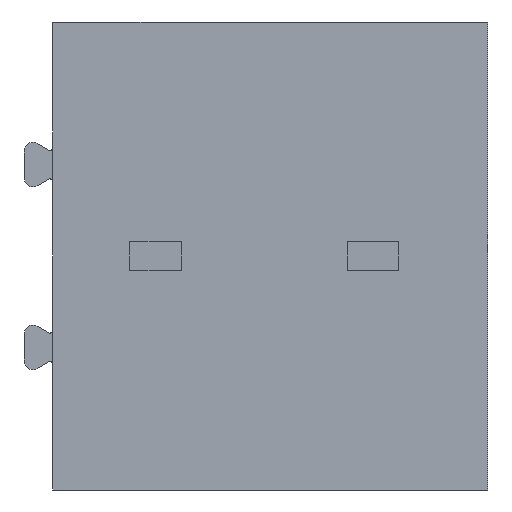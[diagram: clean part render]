
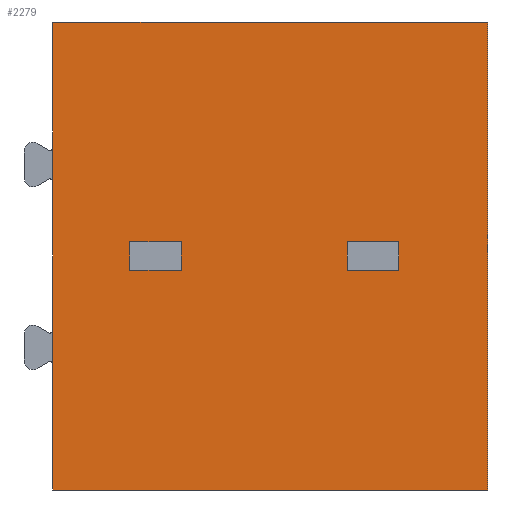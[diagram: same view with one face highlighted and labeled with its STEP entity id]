
A CAD part, front view. The second image highlights one B-rep face of the part: STEP entity #2279.
In plain terms, the highlighted planar face has unit normal (0, -1, 0).
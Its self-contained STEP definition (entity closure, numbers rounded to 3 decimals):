
#136=DIRECTION('',(0.,0.,-1.));
#137=VECTOR('',#136,8.2);
#138=CARTESIAN_POINT('',(3.81,-12.6,0.));
#139=LINE('',#138,#137);
#488=DIRECTION('',(0.,0.,-1.));
#489=VECTOR('',#488,8.2);
#490=CARTESIAN_POINT('',(-3.81,-12.6,0.));
#491=LINE('',#490,#489);
#552=DIRECTION('',(-1.,0.,0.));
#553=VECTOR('',#552,7.62);
#554=CARTESIAN_POINT('',(3.81,-12.6,0.));
#555=LINE('',#554,#553);
#556=DIRECTION('',(0.,0.,1.));
#557=VECTOR('',#556,0.5);
#558=CARTESIAN_POINT('',(-1.56,-12.6,-4.35));
#559=LINE('',#558,#557);
#560=DIRECTION('',(-1.,0.,0.));
#561=VECTOR('',#560,0.9);
#562=CARTESIAN_POINT('',(-1.56,-12.6,-3.85));
#563=LINE('',#562,#561);
#564=DIRECTION('',(0.,0.,-1.));
#565=VECTOR('',#564,0.5);
#566=CARTESIAN_POINT('',(-2.46,-12.6,-3.85));
#567=LINE('',#566,#565);
#568=DIRECTION('',(1.,0.,0.));
#569=VECTOR('',#568,0.9);
#570=CARTESIAN_POINT('',(-2.46,-12.6,-4.35));
#571=LINE('',#570,#569);
#572=DIRECTION('',(0.,0.,1.));
#573=VECTOR('',#572,0.5);
#574=CARTESIAN_POINT('',(2.25,-12.6,-4.35));
#575=LINE('',#574,#573);
#576=DIRECTION('',(-1.,0.,0.));
#577=VECTOR('',#576,0.9);
#578=CARTESIAN_POINT('',(2.25,-12.6,-3.85));
#579=LINE('',#578,#577);
#580=DIRECTION('',(0.,0.,-1.));
#581=VECTOR('',#580,0.5);
#582=CARTESIAN_POINT('',(1.35,-12.6,-3.85));
#583=LINE('',#582,#581);
#584=DIRECTION('',(1.,0.,0.));
#585=VECTOR('',#584,0.9);
#586=CARTESIAN_POINT('',(1.35,-12.6,-4.35));
#587=LINE('',#586,#585);
#588=DIRECTION('',(-1.,0.,0.));
#589=VECTOR('',#588,7.62);
#590=CARTESIAN_POINT('',(3.81,-12.6,-8.2));
#591=LINE('',#590,#589);
#1392=CARTESIAN_POINT('',(3.81,-12.6,-8.2));
#1394=VERTEX_POINT('',#1392);
#1400=CARTESIAN_POINT('',(3.81,-12.6,0.));
#1401=VERTEX_POINT('',#1400);
#1402=CARTESIAN_POINT('',(-3.81,-12.6,-8.2));
#1404=VERTEX_POINT('',#1402);
#1410=CARTESIAN_POINT('',(-3.81,-12.6,0.));
#1411=VERTEX_POINT('',#1410);
#1764=CARTESIAN_POINT('',(-1.56,-12.6,-4.35));
#1765=CARTESIAN_POINT('',(-1.56,-12.6,-3.85));
#1766=VERTEX_POINT('',#1764);
#1767=VERTEX_POINT('',#1765);
#1768=CARTESIAN_POINT('',(-2.46,-12.6,-3.85));
#1769=VERTEX_POINT('',#1768);
#1770=CARTESIAN_POINT('',(-2.46,-12.6,-4.35));
#1771=VERTEX_POINT('',#1770);
#1780=CARTESIAN_POINT('',(2.25,-12.6,-4.35));
#1781=CARTESIAN_POINT('',(2.25,-12.6,-3.85));
#1782=VERTEX_POINT('',#1780);
#1783=VERTEX_POINT('',#1781);
#1784=CARTESIAN_POINT('',(1.35,-12.6,-3.85));
#1785=VERTEX_POINT('',#1784);
#1786=CARTESIAN_POINT('',(1.35,-12.6,-4.35));
#1787=VERTEX_POINT('',#1786);
#2247=CARTESIAN_POINT('',(3.81,-12.6,0.));
#2248=DIRECTION('',(0.,-1.,0.));
#2249=DIRECTION('',(0.,0.,-1.));
#2250=AXIS2_PLACEMENT_3D('',#2247,#2248,#2249);
#2251=PLANE('',#2250);
#2252=ORIENTED_EDGE('',*,*,#1825,.T.);
#2254=ORIENTED_EDGE('',*,*,#2253,.T.);
#2255=ORIENTED_EDGE('',*,*,#2214,.F.);
#2256=ORIENTED_EDGE('',*,*,#1898,.F.);
#2257=EDGE_LOOP('',(#2252,#2254,#2255,#2256));
#2258=FACE_OUTER_BOUND('',#2257,.F.);
#2260=ORIENTED_EDGE('',*,*,#2259,.T.);
#2262=ORIENTED_EDGE('',*,*,#2261,.T.);
#2264=ORIENTED_EDGE('',*,*,#2263,.T.);
#2266=ORIENTED_EDGE('',*,*,#2265,.T.);
#2267=EDGE_LOOP('',(#2260,#2262,#2264,#2266));
#2268=FACE_BOUND('',#2267,.F.);
#2270=ORIENTED_EDGE('',*,*,#2269,.T.);
#2272=ORIENTED_EDGE('',*,*,#2271,.T.);
#2274=ORIENTED_EDGE('',*,*,#2273,.T.);
#2276=ORIENTED_EDGE('',*,*,#2275,.T.);
#2277=EDGE_LOOP('',(#2270,#2272,#2274,#2276));
#2278=FACE_BOUND('',#2277,.F.);
#2279=ADVANCED_FACE('',(#2258,#2268,#2278),#2251,.T.);
#1825=EDGE_CURVE('',#1401,#1394,#139,.T.);
#1898=EDGE_CURVE('',#1401,#1411,#555,.T.);
#2214=EDGE_CURVE('',#1411,#1404,#491,.T.);
#2253=EDGE_CURVE('',#1394,#1404,#591,.T.);
#2259=EDGE_CURVE('',#1766,#1767,#559,.T.);
#2261=EDGE_CURVE('',#1767,#1769,#563,.T.);
#2263=EDGE_CURVE('',#1769,#1771,#567,.T.);
#2265=EDGE_CURVE('',#1771,#1766,#571,.T.);
#2269=EDGE_CURVE('',#1782,#1783,#575,.T.);
#2271=EDGE_CURVE('',#1783,#1785,#579,.T.);
#2273=EDGE_CURVE('',#1785,#1787,#583,.T.);
#2275=EDGE_CURVE('',#1787,#1782,#587,.T.);
